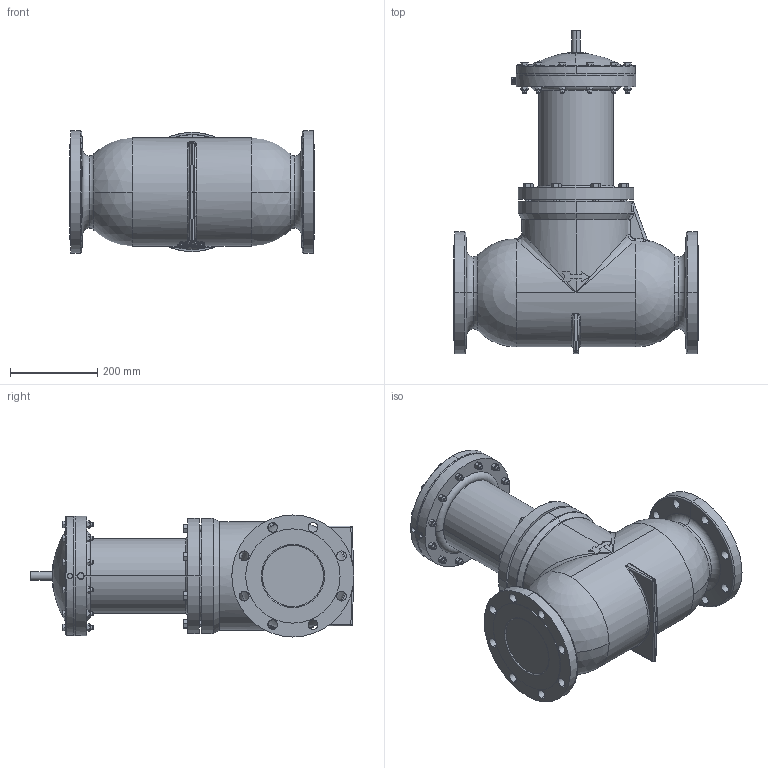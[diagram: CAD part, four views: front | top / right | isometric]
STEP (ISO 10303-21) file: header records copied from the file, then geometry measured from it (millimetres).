
FILE_DESCRIPTION (( 'STEP AP214' ), '1' );
FILE_NAME ('DPD6ARTWF1S-EXY.STEP', '2022-01-19T19:23:24', ( '' ), ( '' ), 'SwSTEP 2.0', 'SolidWorks 2019', '' );
FILE_SCHEMA (( 'AUTOMOTIVE_DESIGN' ));
Length unit declared in the file: inch
Products named in the file (1): DPD6ARTWF1S-EXY
Bounding box: 558.8 x 741.25 x 279.4 mm (x, y, z)
Volume: 29547609.6 mm3; surface area: 1414934.3 mm2
Topology: 1 solids, 1 shells, 1569 faces, 4004 edges, 2498 vertices
Faces by surface type: plane 604, cone 314, bspline 293, cylinder 266, torus 47, sphere 45
Entity records: 75676 total; most frequent: CARTESIAN_POINT 31747, ORIENTED_EDGE 7928, DIRECTION 6105, EDGE_CURVE 3964, VERTEX_POINT 2496, AXIS2_PLACEMENT_3D 2352, EDGE_LOOP 1714, ADVANCED_FACE 1569
